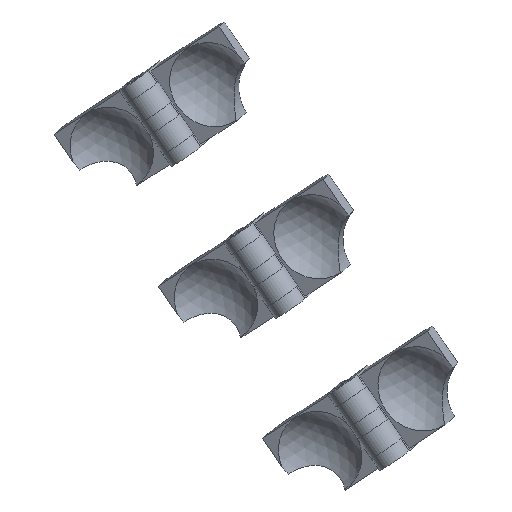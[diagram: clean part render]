
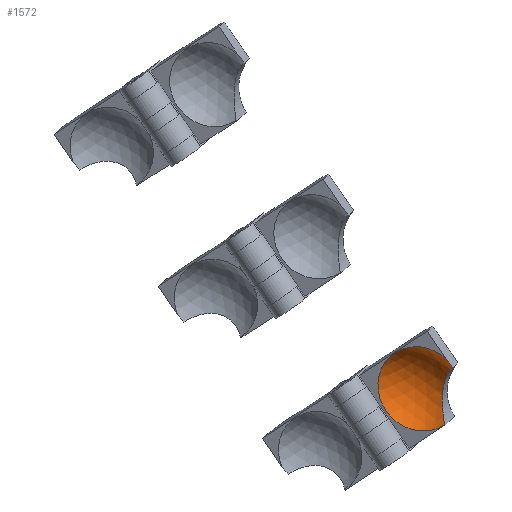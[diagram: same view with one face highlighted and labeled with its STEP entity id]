
A CAD part, front view. The second image highlights one B-rep face of the part: STEP entity #1572.
In plain terms, the highlighted spherical face has radius 29.321 mm.
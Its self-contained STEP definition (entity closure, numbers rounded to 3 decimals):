
#1247=CARTESIAN_POINT('',(2.,35.036,48.658));
#1248=VERTEX_POINT('',#1247);
#1256=CARTESIAN_POINT('',(2.865,58.,25.08));
#1257=VERTEX_POINT('',#1256);
#1258=CARTESIAN_POINT('',(2.865,58.,25.08));
#1259=CARTESIAN_POINT('',(3.92,57.165,25.147));
#1260=CARTESIAN_POINT('',(4.91,56.263,25.262));
#1261=CARTESIAN_POINT('',(7.042,54.035,25.687));
#1262=CARTESIAN_POINT('',(8.117,52.671,26.053));
#1263=CARTESIAN_POINT('',(9.943,49.842,27.105));
#1264=CARTESIAN_POINT('',(10.761,48.227,27.868));
#1265=CARTESIAN_POINT('',(11.574,45.883,29.347));
#1266=CARTESIAN_POINT('',(11.779,45.114,29.893));
#1267=CARTESIAN_POINT('',(12.047,43.651,31.064));
#1268=CARTESIAN_POINT('',(12.111,42.958,31.687));
#1269=CARTESIAN_POINT('',(12.111,41.687,32.958));
#1270=CARTESIAN_POINT('',(12.047,41.064,33.651));
#1271=CARTESIAN_POINT('',(11.779,39.893,35.114));
#1272=CARTESIAN_POINT('',(11.574,39.347,35.883));
#1273=CARTESIAN_POINT('',(10.761,37.868,38.227));
#1274=CARTESIAN_POINT('',(9.943,37.105,39.842));
#1275=CARTESIAN_POINT('',(8.117,36.053,42.671));
#1276=CARTESIAN_POINT('',(7.042,35.687,44.035));
#1277=CARTESIAN_POINT('',(4.666,35.213,46.518));
#1278=CARTESIAN_POINT('',(3.381,35.09,47.647));
#1279=CARTESIAN_POINT('',(2.,35.036,48.658));
#1280=B_SPLINE_CURVE_WITH_KNOTS('',3,(#1258,#1259,#1260,#1261,#1262,#1263,#1264,#1265,#1266,#1267,#1268,#1269,#1270,#1271,#1272,#1273,#1274,#1275,#1276,#1277,#1278,#1279),.UNSPECIFIED.,.F.,.U.,(4,2,2,2,2,2,2,2,2,2,4),(0.,4.006,9.416,15.037,17.848,20.658,23.469,26.279,31.9,37.31,42.393),.UNSPECIFIED.);
#1281=EDGE_CURVE('',#1257,#1248,#1280,.T.);
#1298=CARTESIAN_POINT('',(2.,58.,19.458));
#1299=VERTEX_POINT('',#1298);
#1300=CARTESIAN_POINT('',(-15.321,58.,25.));
#1301=DIRECTION('',(0.952,0.,-0.305));
#1302=DIRECTION('',(0.,-1.,0.));
#1303=AXIS2_PLACEMENT_3D('',#1300,#1302,#1301);
#1304=CIRCLE('',#1303,18.186);
#1305=EDGE_CURVE('',#1299,#1257,#1304,.T.);
#1479=CARTESIAN_POINT('',(2.,35.,25.));
#1480=DIRECTION('',(0.,0.002,1.));
#1481=DIRECTION('',(1.,0.,0.));
#1482=AXIS2_PLACEMENT_3D('',#1479,#1481,#1480);
#1483=CIRCLE('',#1482,23.658);
#1484=EDGE_CURVE('',#1248,#1299,#1483,.T.);
#1562=CARTESIAN_POINT('',(-15.321,35.,25.));
#1563=DIRECTION('',(-0.925,-0.296,-0.239));
#1564=DIRECTION('',(0.227,0.073,-0.971));
#1565=AXIS2_PLACEMENT_3D('',#1562,#1564,#1563);
#1566=SPHERICAL_SURFACE('',#1565,29.321);
#1567=ORIENTED_EDGE('',*,*,#1281,.T.);
#1568=ORIENTED_EDGE('',*,*,#1484,.T.);
#1569=ORIENTED_EDGE('',*,*,#1305,.T.);
#1570=EDGE_LOOP('',(#1567,#1568,#1569));
#1571=FACE_OUTER_BOUND('',#1570,.F.);
#1572=ADVANCED_FACE('F22',(#1571),#1566,.F.);
